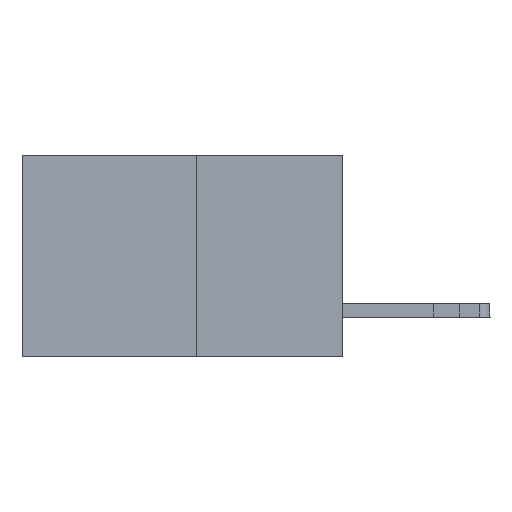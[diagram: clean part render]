
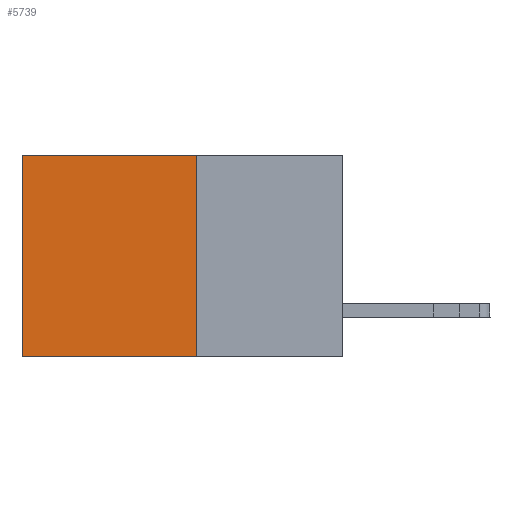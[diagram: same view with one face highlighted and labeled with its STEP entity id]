
A CAD part, left-side view. The second image highlights one B-rep face of the part: STEP entity #5739.
In plain terms, the highlighted planar face has unit normal (-1, 0, 0).
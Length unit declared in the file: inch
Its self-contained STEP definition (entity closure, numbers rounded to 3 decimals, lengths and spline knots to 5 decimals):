
#203 = ORIENTED_EDGE ( 'NONE', *, *, #10313, .T. ) ;
#209 = CARTESIAN_POINT ( 'NONE',  ( 0.277, 0.27, -0.37 ) ) ;
#766 = VERTEX_POINT ( 'NONE', #18624 ) ;
#1006 = DIRECTION ( 'NONE',  ( 1., 0., 0. ) ) ;
#4020 = LINE ( 'NONE', #13167, #7639 ) ;
#4580 = VECTOR ( 'NONE', #11819, 39.37008 ) ;
#4852 = EDGE_LOOP ( 'NONE', ( #13731, #16561, #18975, #203 ) ) ;
#5739 = ADVANCED_FACE ( 'NONE', ( #8247 ), #17944, .F. ) ;
#5760 = VERTEX_POINT ( 'NONE', #19427 ) ;
#5997 = VECTOR ( 'NONE', #8366, 39.37008 ) ;
#7362 = LINE ( 'NONE', #11197, #11071 ) ;
#7639 = VECTOR ( 'NONE', #19181, 39.37008 ) ;
#8033 = EDGE_CURVE ( 'NONE', #766, #11781, #12854, .T. ) ;
#8247 = FACE_OUTER_BOUND ( 'NONE', #4852, .T. ) ;
#8297 = CARTESIAN_POINT ( 'NONE',  ( 0.277, 0.27, -0.37 ) ) ;
#8366 = DIRECTION ( 'NONE',  ( 0., 1., 0. ) ) ;
#10282 = CARTESIAN_POINT ( 'NONE',  ( 0.277, 0.27, -0.37 ) ) ;
#10313 = EDGE_CURVE ( 'NONE', #766, #13146, #7362, .T. ) ;
#11071 = VECTOR ( 'NONE', #12765, 39.37008 ) ;
#11197 = CARTESIAN_POINT ( 'NONE',  ( 0.277, 0.27, 0. ) ) ;
#11781 = VERTEX_POINT ( 'NONE', #209 ) ;
#11819 = DIRECTION ( 'NONE',  ( 0., 0., -1. ) ) ;
#11832 = DIRECTION ( 'NONE',  ( 0., 0., -1. ) ) ;
#12765 = DIRECTION ( 'NONE',  ( 0., 1., 0. ) ) ;
#12854 = LINE ( 'NONE', #16345, #4580 ) ;
#13146 = VERTEX_POINT ( 'NONE', #18378 ) ;
#13167 = CARTESIAN_POINT ( 'NONE',  ( 0.277, 0.59, -0.37 ) ) ;
#13731 = ORIENTED_EDGE ( 'NONE', *, *, #17287, .T. ) ;
#14189 = EDGE_CURVE ( 'NONE', #11781, #5760, #14344, .T. ) ;
#14344 = LINE ( 'NONE', #8297, #5997 ) ;
#16345 = CARTESIAN_POINT ( 'NONE',  ( 0.277, 0.27, -0.37 ) ) ;
#16561 = ORIENTED_EDGE ( 'NONE', *, *, #14189, .F. ) ;
#17287 = EDGE_CURVE ( 'NONE', #13146, #5760, #4020, .T. ) ;
#17944 = PLANE ( 'NONE',  #18874 ) ;
#18378 = CARTESIAN_POINT ( 'NONE',  ( 0.277, 0.59, 0. ) ) ;
#18624 = CARTESIAN_POINT ( 'NONE',  ( 0.277, 0.27, 0. ) ) ;
#18874 = AXIS2_PLACEMENT_3D ( 'NONE', #10282, #1006, #11832 ) ;
#18975 = ORIENTED_EDGE ( 'NONE', *, *, #8033, .F. ) ;
#19181 = DIRECTION ( 'NONE',  ( 0., 0., -1. ) ) ;
#19427 = CARTESIAN_POINT ( 'NONE',  ( 0.277, 0.59, -0.37 ) ) ;
